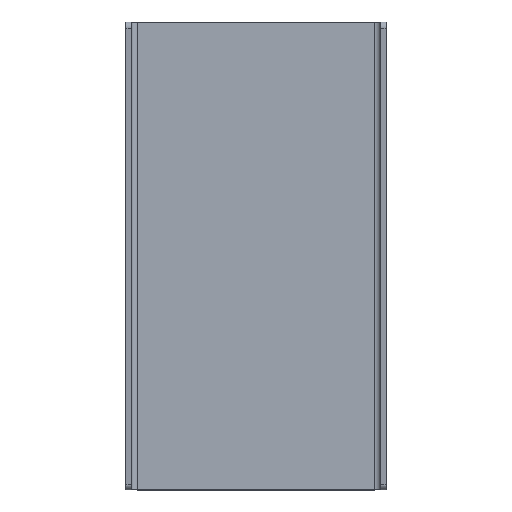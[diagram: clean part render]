
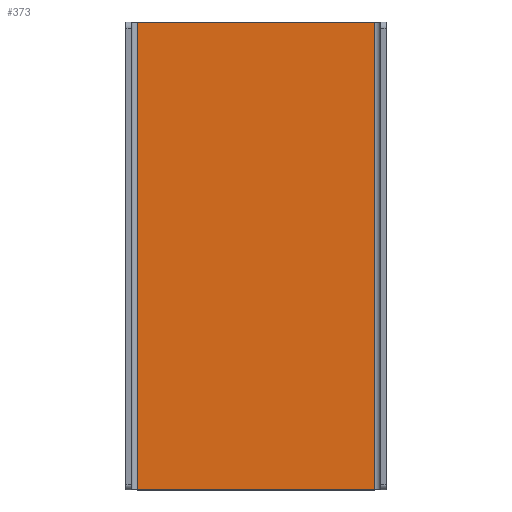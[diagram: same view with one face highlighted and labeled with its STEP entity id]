
A CAD part, top view. The second image highlights one B-rep face of the part: STEP entity #373.
In plain terms, the highlighted planar face has unit normal (0, 0, 1).
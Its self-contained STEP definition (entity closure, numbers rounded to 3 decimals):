
#215 = EDGE_CURVE('',#216,#218,#220,.T.);
#216 = VERTEX_POINT('',#217);
#217 = CARTESIAN_POINT('',(64.75,0.,0.75));
#218 = VERTEX_POINT('',#219);
#219 = CARTESIAN_POINT('',(64.75,-123.,0.75));
#220 = LINE('',#221,#222);
#221 = CARTESIAN_POINT('',(64.75,0.,0.75));
#222 = VECTOR('',#223,1.);
#223 = DIRECTION('',(0.,-1.,0.));
#373 = ADVANCED_FACE('',(#374),#399,.T.);
#374 = FACE_BOUND('',#375,.T.);
#375 = EDGE_LOOP('',(#376,#386,#392,#393));
#376 = ORIENTED_EDGE('',*,*,#377,.T.);
#377 = EDGE_CURVE('',#378,#380,#382,.T.);
#378 = VERTEX_POINT('',#379);
#379 = CARTESIAN_POINT('',(2.25,0.,0.75));
#380 = VERTEX_POINT('',#381);
#381 = CARTESIAN_POINT('',(2.25,-123.,0.75));
#382 = LINE('',#383,#384);
#383 = CARTESIAN_POINT('',(2.25,0.,0.75));
#384 = VECTOR('',#385,1.);
#385 = DIRECTION('',(0.,-1.,0.));
#386 = ORIENTED_EDGE('',*,*,#387,.T.);
#387 = EDGE_CURVE('',#380,#218,#388,.T.);
#388 = LINE('',#389,#390);
#389 = CARTESIAN_POINT('',(0.,-123.,0.75));
#390 = VECTOR('',#391,1.);
#391 = DIRECTION('',(1.,0.,0.));
#392 = ORIENTED_EDGE('',*,*,#215,.F.);
#393 = ORIENTED_EDGE('',*,*,#394,.F.);
#394 = EDGE_CURVE('',#378,#216,#395,.T.);
#395 = LINE('',#396,#397);
#396 = CARTESIAN_POINT('',(0.,0.,0.75));
#397 = VECTOR('',#398,1.);
#398 = DIRECTION('',(1.,0.,0.));
#399 = PLANE('',#400);
#400 = AXIS2_PLACEMENT_3D('',#401,#402,#403);
#401 = CARTESIAN_POINT('',(2.25,0.,0.75));
#402 = DIRECTION('',(0.,0.,1.));
#403 = DIRECTION('',(1.,0.,0.));
